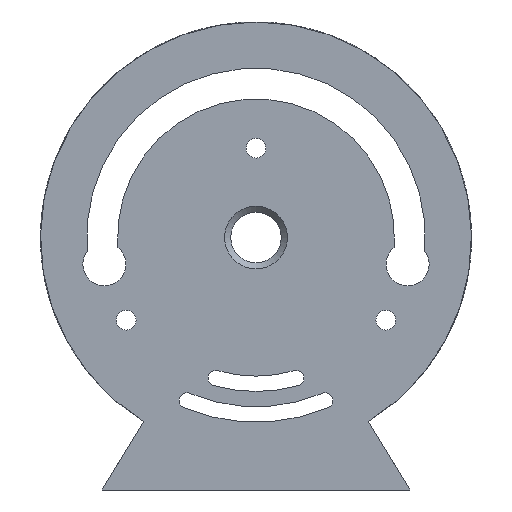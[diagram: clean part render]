
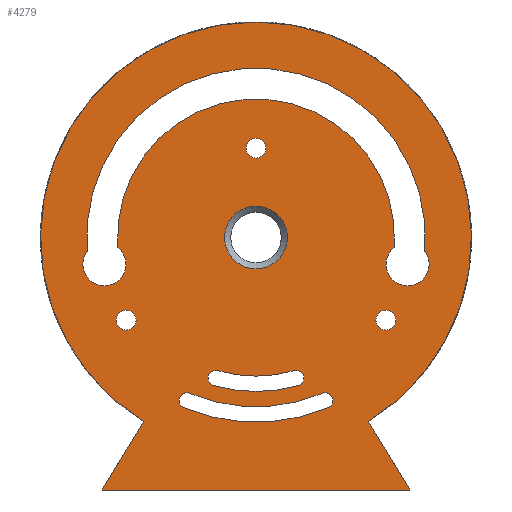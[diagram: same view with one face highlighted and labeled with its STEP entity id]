
A CAD part, front view. The second image highlights one B-rep face of the part: STEP entity #4279.
In plain terms, the highlighted planar face has unit normal (0, -1, 0).
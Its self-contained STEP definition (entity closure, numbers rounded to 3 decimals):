
#32=FACE_BOUND('',#471,.T.);
#33=FACE_BOUND('',#472,.T.);
#34=FACE_BOUND('',#473,.T.);
#35=FACE_BOUND('',#474,.T.);
#36=FACE_BOUND('',#475,.T.);
#37=FACE_BOUND('',#476,.T.);
#38=FACE_BOUND('',#477,.T.);
#47=PLANE('',#4628);
#240=FACE_OUTER_BOUND('',#470,.T.);
#470=EDGE_LOOP('',(#3303,#3304,#3305,#3306));
#471=EDGE_LOOP('',(#3307,#3308,#3309,#3310));
#472=EDGE_LOOP('',(#3311,#3312));
#473=EDGE_LOOP('',(#3313,#3314));
#474=EDGE_LOOP('',(#3315,#3316));
#475=EDGE_LOOP('',(#3317));
#476=EDGE_LOOP('',(#3318,#3319,#3320,#3321));
#477=EDGE_LOOP('',(#3322,#3323,#3324,#3325));
#908=LINE('',#6765,#1408);
#909=LINE('',#6767,#1409);
#910=LINE('',#6768,#1410);
#1408=VECTOR('',#5342,13.021);
#1409=VECTOR('',#5343,50.);
#1410=VECTOR('',#5344,13.021);
#1700=CIRCLE('',#4516,1.6);
#1701=CIRCLE('',#4517,1.6);
#1704=CIRCLE('',#4521,1.6);
#1705=CIRCLE('',#4522,1.6);
#1708=CIRCLE('',#4526,1.6);
#1709=CIRCLE('',#4527,1.6);
#1779=CIRCLE('',#4600,35.);
#1806=CIRCLE('',#4629,1.25);
#1807=CIRCLE('',#4630,22.5);
#1808=CIRCLE('',#4631,1.25);
#1809=CIRCLE('',#4632,25.);
#1810=CIRCLE('',#4633,5.1);
#1811=CIRCLE('',#4634,27.5);
#1812=CIRCLE('',#4635,3.5);
#1813=CIRCLE('',#4636,22.5);
#1814=CIRCLE('',#4637,3.5);
#1815=CIRCLE('',#4638,1.25);
#1816=CIRCLE('',#4639,30.);
#1817=CIRCLE('',#4640,1.25);
#1818=CIRCLE('',#4641,27.5);
#1846=VERTEX_POINT('',#6136);
#1847=VERTEX_POINT('',#6137);
#1850=VERTEX_POINT('',#6146);
#1851=VERTEX_POINT('',#6147);
#1854=VERTEX_POINT('',#6156);
#1855=VERTEX_POINT('',#6157);
#1865=VERTEX_POINT('',#6195);
#1995=VERTEX_POINT('',#6455);
#2131=VERTEX_POINT('',#6764);
#2132=VERTEX_POINT('',#6766);
#2133=VERTEX_POINT('',#6769);
#2134=VERTEX_POINT('',#6770);
#2135=VERTEX_POINT('',#6772);
#2136=VERTEX_POINT('',#6774);
#2137=VERTEX_POINT('',#6777);
#2138=VERTEX_POINT('',#6779);
#2139=VERTEX_POINT('',#6780);
#2140=VERTEX_POINT('',#6782);
#2141=VERTEX_POINT('',#6784);
#2142=VERTEX_POINT('',#6787);
#2143=VERTEX_POINT('',#6788);
#2144=VERTEX_POINT('',#6790);
#2145=VERTEX_POINT('',#6792);
#2288=EDGE_CURVE('',#1846,#1847,#1700,.T.);
#2289=EDGE_CURVE('',#1847,#1846,#1701,.T.);
#2293=EDGE_CURVE('',#1850,#1851,#1704,.T.);
#2294=EDGE_CURVE('',#1851,#1850,#1705,.T.);
#2298=EDGE_CURVE('',#1854,#1855,#1708,.T.);
#2299=EDGE_CURVE('',#1855,#1854,#1709,.T.);
#2440=EDGE_CURVE('',#1995,#1865,#1779,.T.);
#2610=EDGE_CURVE('',#2131,#1995,#908,.T.);
#2611=EDGE_CURVE('',#2131,#2132,#909,.T.);
#2612=EDGE_CURVE('',#2132,#1865,#910,.T.);
#2613=EDGE_CURVE('',#2133,#2134,#1806,.F.);
#2614=EDGE_CURVE('',#2135,#2133,#1807,.T.);
#2615=EDGE_CURVE('',#2135,#2136,#1808,.T.);
#2616=EDGE_CURVE('',#2136,#2134,#1809,.T.);
#2617=EDGE_CURVE('',#2137,#2137,#1810,.T.);
#2618=EDGE_CURVE('',#2138,#2139,#1811,.T.);
#2619=EDGE_CURVE('',#2139,#2140,#1812,.T.);
#2620=EDGE_CURVE('',#2140,#2141,#1813,.F.);
#2621=EDGE_CURVE('',#2141,#2138,#1814,.T.);
#2622=EDGE_CURVE('',#2142,#2143,#1815,.F.);
#2623=EDGE_CURVE('',#2142,#2144,#1816,.T.);
#2624=EDGE_CURVE('',#2144,#2145,#1817,.T.);
#2625=EDGE_CURVE('',#2143,#2145,#1818,.T.);
#3303=ORIENTED_EDGE('',*,*,#2610,.F.);
#3304=ORIENTED_EDGE('',*,*,#2611,.T.);
#3305=ORIENTED_EDGE('',*,*,#2612,.T.);
#3306=ORIENTED_EDGE('',*,*,#2440,.F.);
#3307=ORIENTED_EDGE('',*,*,#2613,.F.);
#3308=ORIENTED_EDGE('',*,*,#2614,.F.);
#3309=ORIENTED_EDGE('',*,*,#2615,.T.);
#3310=ORIENTED_EDGE('',*,*,#2616,.T.);
#3311=ORIENTED_EDGE('',*,*,#2288,.T.);
#3312=ORIENTED_EDGE('',*,*,#2289,.T.);
#3313=ORIENTED_EDGE('',*,*,#2298,.T.);
#3314=ORIENTED_EDGE('',*,*,#2299,.T.);
#3315=ORIENTED_EDGE('',*,*,#2293,.T.);
#3316=ORIENTED_EDGE('',*,*,#2294,.T.);
#3317=ORIENTED_EDGE('',*,*,#2617,.T.);
#3318=ORIENTED_EDGE('',*,*,#2618,.T.);
#3319=ORIENTED_EDGE('',*,*,#2619,.T.);
#3320=ORIENTED_EDGE('',*,*,#2620,.T.);
#3321=ORIENTED_EDGE('',*,*,#2621,.T.);
#3322=ORIENTED_EDGE('',*,*,#2622,.F.);
#3323=ORIENTED_EDGE('',*,*,#2623,.T.);
#3324=ORIENTED_EDGE('',*,*,#2624,.T.);
#3325=ORIENTED_EDGE('',*,*,#2625,.F.);
#4279=ADVANCED_FACE('',(#240,#32,#33,#34,#35,#36,#37,#38),#47,.F.);
#4516=AXIS2_PLACEMENT_3D('',#6138,#4902,#4903);
#4517=AXIS2_PLACEMENT_3D('',#6139,#4904,#4905);
#4521=AXIS2_PLACEMENT_3D('',#6148,#4913,#4914);
#4522=AXIS2_PLACEMENT_3D('',#6149,#4915,#4916);
#4526=AXIS2_PLACEMENT_3D('',#6158,#4924,#4925);
#4527=AXIS2_PLACEMENT_3D('',#6159,#4926,#4927);
#4600=AXIS2_PLACEMENT_3D('',#6457,#5141,#5142);
#4628=AXIS2_PLACEMENT_3D('',#6763,#5340,#5341);
#4629=AXIS2_PLACEMENT_3D('',#6771,#5345,#5346);
#4630=AXIS2_PLACEMENT_3D('',#6773,#5347,#5348);
#4631=AXIS2_PLACEMENT_3D('',#6775,#5349,#5350);
#4632=AXIS2_PLACEMENT_3D('',#6776,#5351,#5352);
#4633=AXIS2_PLACEMENT_3D('',#6778,#5353,#5354);
#4634=AXIS2_PLACEMENT_3D('',#6781,#5355,#5356);
#4635=AXIS2_PLACEMENT_3D('',#6783,#5357,#5358);
#4636=AXIS2_PLACEMENT_3D('',#6785,#5359,#5360);
#4637=AXIS2_PLACEMENT_3D('',#6786,#5361,#5362);
#4638=AXIS2_PLACEMENT_3D('',#6789,#5363,#5364);
#4639=AXIS2_PLACEMENT_3D('',#6791,#5365,#5366);
#4640=AXIS2_PLACEMENT_3D('',#6793,#5367,#5368);
#4641=AXIS2_PLACEMENT_3D('',#6794,#5369,#5370);
#4902=DIRECTION('center_axis',(0.,1.,0.));
#4903=DIRECTION('ref_axis',(0.,0.,1.));
#4904=DIRECTION('center_axis',(0.,1.,0.));
#4905=DIRECTION('ref_axis',(0.,0.,1.));
#4913=DIRECTION('center_axis',(0.,1.,0.));
#4914=DIRECTION('ref_axis',(0.,0.,1.));
#4915=DIRECTION('center_axis',(0.,1.,0.));
#4916=DIRECTION('ref_axis',(0.,0.,1.));
#4924=DIRECTION('center_axis',(0.,1.,0.));
#4925=DIRECTION('ref_axis',(0.,0.,1.));
#4926=DIRECTION('center_axis',(0.,1.,0.));
#4927=DIRECTION('ref_axis',(0.,0.,1.));
#5141=DIRECTION('center_axis',(0.,1.,0.));
#5142=DIRECTION('ref_axis',(0.,0.,1.));
#5340=DIRECTION('center_axis',(0.,1.,0.));
#5341=DIRECTION('ref_axis',(0.,0.,1.));
#5342=DIRECTION('',(0.521,0.,0.854));
#5343=DIRECTION('',(1.,0.,0.));
#5344=DIRECTION('',(-0.521,0.,0.854));
#5345=DIRECTION('center_axis',(0.,1.,0.));
#5346=DIRECTION('ref_axis',(0.,0.,1.));
#5347=DIRECTION('center_axis',(0.,1.,0.));
#5348=DIRECTION('ref_axis',(0.,0.,1.));
#5349=DIRECTION('center_axis',(0.,1.,0.));
#5350=DIRECTION('ref_axis',(0.,0.,1.));
#5351=DIRECTION('center_axis',(0.,1.,0.));
#5352=DIRECTION('ref_axis',(0.,0.,1.));
#5353=DIRECTION('center_axis',(0.,1.,0.));
#5354=DIRECTION('ref_axis',(0.,0.,1.));
#5355=DIRECTION('center_axis',(0.,1.,0.));
#5356=DIRECTION('ref_axis',(0.,0.,1.));
#5357=DIRECTION('center_axis',(0.,1.,0.));
#5358=DIRECTION('ref_axis',(0.,0.,1.));
#5359=DIRECTION('center_axis',(0.,1.,0.));
#5360=DIRECTION('ref_axis',(0.,0.,1.));
#5361=DIRECTION('center_axis',(0.,1.,0.));
#5362=DIRECTION('ref_axis',(0.,0.,1.));
#5363=DIRECTION('center_axis',(0.,1.,0.));
#5364=DIRECTION('ref_axis',(0.,0.,1.));
#5365=DIRECTION('center_axis',(0.,1.,0.));
#5366=DIRECTION('ref_axis',(0.,0.,1.));
#5367=DIRECTION('center_axis',(0.,1.,0.));
#5368=DIRECTION('ref_axis',(0.,0.,1.));
#5369=DIRECTION('center_axis',(0.,1.,0.));
#5370=DIRECTION('ref_axis',(0.,0.,1.));
#6136=CARTESIAN_POINT('',(0.,0.,16.1));
#6137=CARTESIAN_POINT('',(0.,0.,12.9));
#6138=CARTESIAN_POINT('Origin',(0.,0.,14.5));
#6139=CARTESIAN_POINT('Origin',(0.,0.,14.5));
#6146=CARTESIAN_POINT('',(21.085,0.,-11.832));
#6147=CARTESIAN_POINT('',(21.085,0.,-15.032));
#6148=CARTESIAN_POINT('Origin',(21.085,0.,-13.432));
#6149=CARTESIAN_POINT('Origin',(21.085,0.,-13.432));
#6156=CARTESIAN_POINT('',(-21.085,0.,-11.832));
#6157=CARTESIAN_POINT('',(-21.085,0.,-15.032));
#6158=CARTESIAN_POINT('Origin',(-21.085,0.,-13.432));
#6159=CARTESIAN_POINT('Origin',(-21.085,0.,-13.432));
#6195=CARTESIAN_POINT('',(18.221,0.,-29.883));
#6455=CARTESIAN_POINT('',(-18.221,0.,-29.883));
#6457=CARTESIAN_POINT('Origin',(0.,0.,0.));
#6763=CARTESIAN_POINT('Origin',(0.,0.,0.));
#6764=CARTESIAN_POINT('',(-25.,0.,-41.));
#6765=CARTESIAN_POINT('',(-25.,0.,-41.));
#6766=CARTESIAN_POINT('',(25.,0.,-41.));
#6767=CARTESIAN_POINT('',(-25.,0.,-41.));
#6768=CARTESIAN_POINT('',(25.,0.,-41.));
#6769=CARTESIAN_POINT('',(-6.2,0.,-21.629));
#6770=CARTESIAN_POINT('',(-6.888,0.,-24.032));
#6771=CARTESIAN_POINT('Origin',(-6.544,0.,-22.831));
#6772=CARTESIAN_POINT('',(6.2,0.,-21.629));
#6773=CARTESIAN_POINT('Origin',(0.,0.,0.));
#6774=CARTESIAN_POINT('',(6.888,0.,-24.032));
#6775=CARTESIAN_POINT('Origin',(6.544,0.,-22.831));
#6776=CARTESIAN_POINT('Origin',(0.,0.,0.));
#6777=CARTESIAN_POINT('',(0.,0.,5.1));
#6778=CARTESIAN_POINT('Origin',(0.,0.,0.));
#6779=CARTESIAN_POINT('',(-27.41,0.,-2.227));
#6780=CARTESIAN_POINT('',(27.41,0.,-2.227));
#6781=CARTESIAN_POINT('Origin',(0.,0.,0.));
#6782=CARTESIAN_POINT('',(22.443,0.,-1.601));
#6783=CARTESIAN_POINT('Origin',(24.62,0.,-4.341));
#6784=CARTESIAN_POINT('',(-22.443,0.,-1.601));
#6785=CARTESIAN_POINT('Origin',(0.,0.,0.));
#6786=CARTESIAN_POINT('Origin',(-24.62,0.,-4.341));
#6787=CARTESIAN_POINT('',(11.722,0.,-27.615));
#6788=CARTESIAN_POINT('',(10.745,0.,-25.314));
#6789=CARTESIAN_POINT('Origin',(11.234,0.,-26.465));
#6790=CARTESIAN_POINT('',(-11.722,0.,-27.615));
#6791=CARTESIAN_POINT('Origin',(0.,0.,0.));
#6792=CARTESIAN_POINT('',(-10.745,0.,-25.314));
#6793=CARTESIAN_POINT('Origin',(-11.234,0.,-26.465));
#6794=CARTESIAN_POINT('Origin',(0.,0.,0.));
